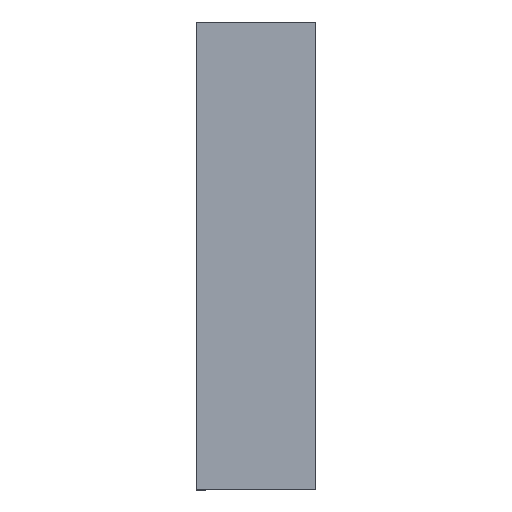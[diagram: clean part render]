
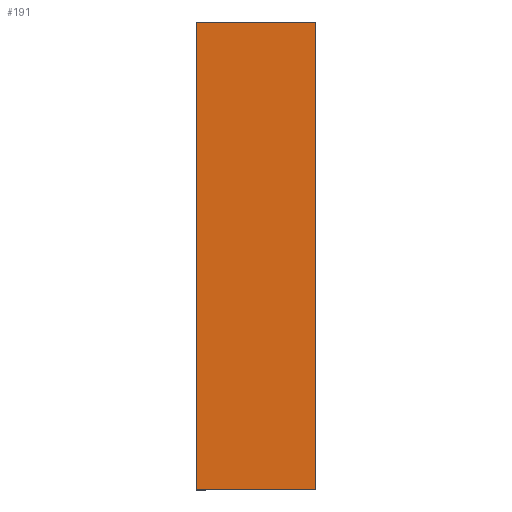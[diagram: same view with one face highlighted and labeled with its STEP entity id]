
A CAD part, top view. The second image highlights one B-rep face of the part: STEP entity #191.
In plain terms, the highlighted planar face has unit normal (0, 0, 1).
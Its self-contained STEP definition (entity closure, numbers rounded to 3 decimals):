
#21=FACE_OUTER_BOUND('',#33,.T.);
#33=EDGE_LOOP('',(#151,#152,#153,#154));
#48=LINE('',#292,#72);
#50=LINE('',#296,#74);
#52=LINE('',#300,#76);
#54=LINE('',#303,#78);
#72=VECTOR('',#237,10.);
#74=VECTOR('',#241,10.);
#76=VECTOR('',#245,10.);
#78=VECTOR('',#249,10.);
#95=VERTEX_POINT('',#289);
#96=VERTEX_POINT('',#291);
#97=VERTEX_POINT('',#295);
#98=VERTEX_POINT('',#299);
#112=EDGE_CURVE('',#96,#95,#48,.T.);
#114=EDGE_CURVE('',#97,#96,#50,.T.);
#116=EDGE_CURVE('',#98,#97,#52,.T.);
#118=EDGE_CURVE('',#95,#98,#54,.T.);
#151=ORIENTED_EDGE('',*,*,#118,.T.);
#152=ORIENTED_EDGE('',*,*,#116,.T.);
#153=ORIENTED_EDGE('',*,*,#114,.T.);
#154=ORIENTED_EDGE('',*,*,#112,.T.);
#180=PLANE('',#216);
#191=ADVANCED_FACE('',(#21),#180,.T.);
#216=AXIS2_PLACEMENT_3D('',#304,#250,#251);
#237=DIRECTION('',(1.,0.,0.));
#241=DIRECTION('',(0.,-1.,0.));
#245=DIRECTION('',(-1.,0.,0.));
#249=DIRECTION('',(0.,1.,0.));
#250=DIRECTION('center_axis',(0.,0.,1.));
#251=DIRECTION('ref_axis',(1.,0.,0.));
#289=CARTESIAN_POINT('',(-107.5,-75.,188.));
#291=CARTESIAN_POINT('',(-145.827,-75.,188.));
#292=CARTESIAN_POINT('',(-145.827,-75.,188.));
#295=CARTESIAN_POINT('',(-145.827,75.,188.));
#296=CARTESIAN_POINT('',(-145.827,75.,188.));
#299=CARTESIAN_POINT('',(-107.5,75.,188.));
#300=CARTESIAN_POINT('',(-107.5,75.,188.));
#303=CARTESIAN_POINT('',(-107.5,-75.,188.));
#304=CARTESIAN_POINT('Origin',(-126.663,0.,188.));
